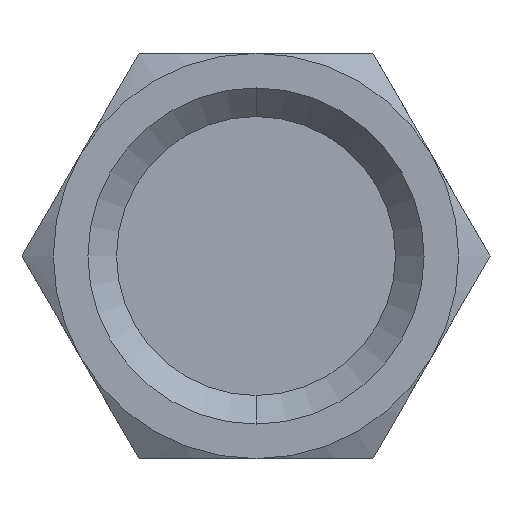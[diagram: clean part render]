
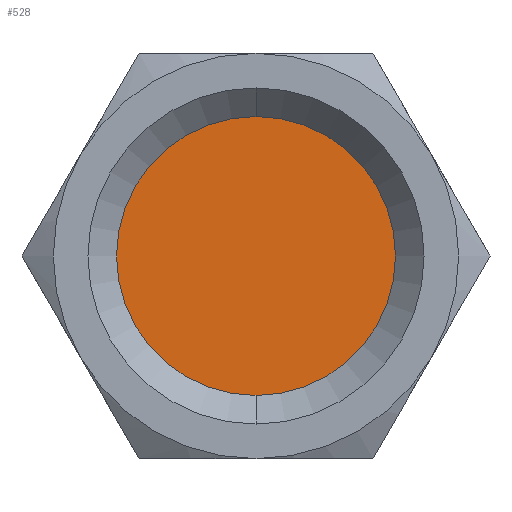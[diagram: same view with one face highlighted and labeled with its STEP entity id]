
A CAD part, front view. The second image highlights one B-rep face of the part: STEP entity #528.
In plain terms, the highlighted planar face has unit normal (0, -1, 0).
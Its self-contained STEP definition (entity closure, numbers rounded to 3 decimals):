
#132 = CIRCLE ( 'NONE', #1813, 5.85 ) ;
#176 = CIRCLE ( 'NONE', #1824, 5.85 ) ;
#278 = FACE_OUTER_BOUND ( 'NONE', #1143, .T. ) ;
#356 = VERTEX_POINT ( 'NONE', #764 ) ;
#364 = VERTEX_POINT ( 'NONE', #772 ) ;
#371 = ORIENTED_EDGE ( 'NONE', *, *, #2640, .F. ) ;
#528 = ADVANCED_FACE ( 'NONE', ( #278 ), #2320, .T. ) ;
#764 = CARTESIAN_POINT ( 'NONE',  ( 0., 1.524, 5.85 ) ) ;
#772 = CARTESIAN_POINT ( 'NONE',  ( 0., 1.524, -5.85 ) ) ;
#1143 = EDGE_LOOP ( 'NONE', ( #2745, #371 ) ) ;
#1644 = CARTESIAN_POINT ( 'NONE',  ( 0., 1.524, 0. ) ) ;
#1645 = DIRECTION ( 'NONE',  ( 0., 1., 0. ) ) ;
#1646 = DIRECTION ( 'NONE',  ( 0., 0., -1. ) ) ;
#1717 = AXIS2_PLACEMENT_3D ( 'NONE', #2340, #2341, #2342 ) ;
#1813 = AXIS2_PLACEMENT_3D ( 'NONE', #2523, #2524, #2525 ) ;
#1824 = AXIS2_PLACEMENT_3D ( 'NONE', #1644, #1645, #1646 ) ;
#2320 = PLANE ( 'NONE',  #1717 ) ;
#2340 = CARTESIAN_POINT ( 'NONE',  ( 0., 1.524, 0. ) ) ;
#2341 = DIRECTION ( 'NONE',  ( 0., -1., 0. ) ) ;
#2342 = DIRECTION ( 'NONE',  ( 0., 0., -1. ) ) ;
#2523 = CARTESIAN_POINT ( 'NONE',  ( 0., 1.524, 0. ) ) ;
#2524 = DIRECTION ( 'NONE',  ( 0., 1., 0. ) ) ;
#2525 = DIRECTION ( 'NONE',  ( 0., 0., -1. ) ) ;
#2640 = EDGE_CURVE ( 'NONE', #356, #364, #132, .T. ) ;
#2682 = EDGE_CURVE ( 'NONE', #364, #356, #176, .T. ) ;
#2745 = ORIENTED_EDGE ( 'NONE', *, *, #2682, .F. ) ;
